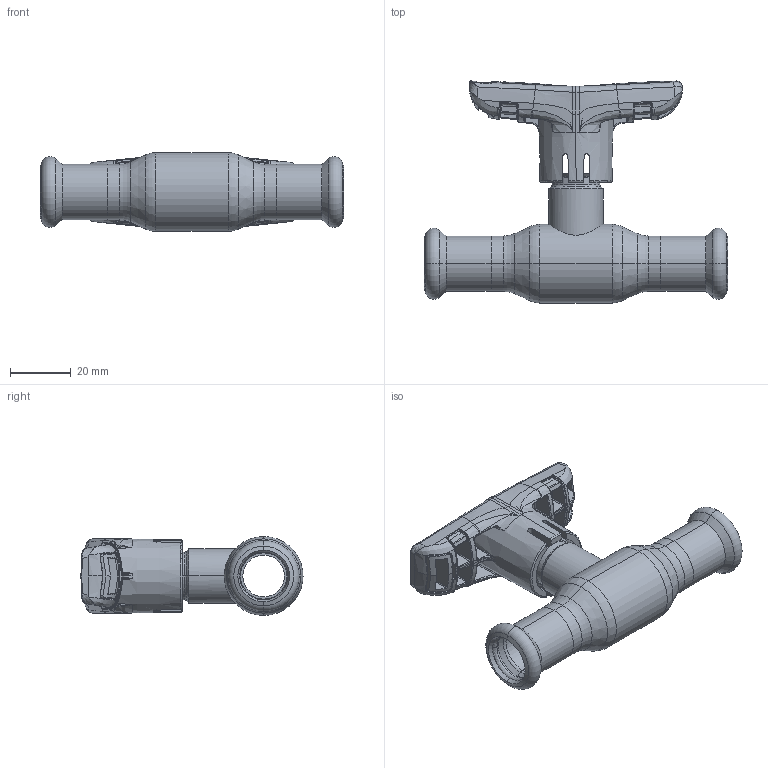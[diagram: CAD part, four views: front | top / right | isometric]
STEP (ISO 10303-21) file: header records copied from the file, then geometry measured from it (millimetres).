
FILE_DESCRIPTION (( 'STEP AP214' ), '1' );
FILE_NAME ('1010000100-1400.step', '2024-01-15T11:11:38', ( '' ), ( '' ), 'SwSTEP 2.0', 'SolidWorks 2021', '' );
FILE_SCHEMA (( 'AUTOMOTIVE_DESIGN' ));
Length unit declared in the file: millimetre
Products named in the file (1): 1010000100-1400
Bounding box: 100 x 73.29 x 26 mm (x, y, z)
Surface area: 20354.5 mm2 (no closed solid volume)
Topology: 0 solids, 8 shells, 738 faces, 2192 edges, 1379 vertices
Faces by surface type: bspline 582, plane 51, cylinder 34, cone 31, torus 25, sphere 15
Entity records: 57485 total; most frequent: CARTESIAN_POINT 34864, ORIENTED_EDGE 3815, EDGE_CURVE 2180, DIRECTION 1510, B_SPLINE_CURVE_WITH_KNOTS 1500, VERTEX_POINT 1375, EDGE_LOOP 746, UNCERTAINTY_MEASURE_WITH_UNIT 740
